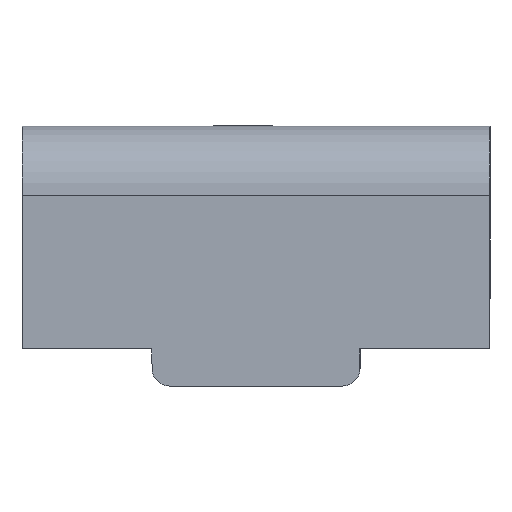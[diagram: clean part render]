
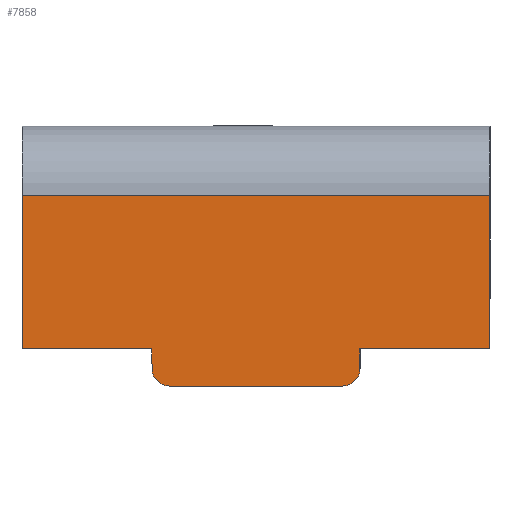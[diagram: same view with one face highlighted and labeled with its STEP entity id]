
A CAD part, left-side view. The second image highlights one B-rep face of the part: STEP entity #7858.
In plain terms, the highlighted planar face has unit normal (-1, 0, 0).
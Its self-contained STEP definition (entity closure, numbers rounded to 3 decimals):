
#5 = DIRECTION ( 'NONE',  ( 0., 0., -1. ) ) ;
#56 = DIRECTION ( 'NONE',  ( 0., 0., -1. ) ) ;
#98 = ORIENTED_EDGE ( 'NONE', *, *, #7608, .T. ) ;
#161 = DIRECTION ( 'NONE',  ( 0., 0., -1. ) ) ;
#178 = FACE_OUTER_BOUND ( 'NONE', #9061, .T. ) ;
#358 = LINE ( 'NONE', #11304, #9827 ) ;
#533 = VERTEX_POINT ( 'NONE', #7654 ) ;
#832 = EDGE_CURVE ( 'NONE', #13193, #6280, #2631, .T. ) ;
#873 = VECTOR ( 'NONE', #11315, 1000. ) ;
#879 = CARTESIAN_POINT ( 'NONE',  ( 0., 1., -3. ) ) ;
#939 = CARTESIAN_POINT ( 'NONE',  ( 0., -2.7, -2.57 ) ) ;
#1202 = CARTESIAN_POINT ( 'NONE',  ( 0., 1.2, -3. ) ) ;
#1519 = CARTESIAN_POINT ( 'NONE',  ( 0., 1., -2.8 ) ) ;
#1535 = CARTESIAN_POINT ( 'NONE',  ( 0., 2.7, -2.57 ) ) ;
#2570 = VERTEX_POINT ( 'NONE', #15912 ) ;
#2631 = LINE ( 'NONE', #1202, #7418 ) ;
#3187 = EDGE_CURVE ( 'NONE', #4662, #3309, #5411, .T. ) ;
#3309 = VERTEX_POINT ( 'NONE', #6125 ) ;
#3379 = ORIENTED_EDGE ( 'NONE', *, *, #3187, .T. ) ;
#4066 = EDGE_CURVE ( 'NONE', #3309, #9286, #7291, .T. ) ;
#4662 = VERTEX_POINT ( 'NONE', #15801 ) ;
#4892 = ORIENTED_EDGE ( 'NONE', *, *, #17420, .T. ) ;
#5411 = LINE ( 'NONE', #6684, #10138 ) ;
#5418 = EDGE_CURVE ( 'NONE', #17432, #8294, #12971, .T. ) ;
#5667 = EDGE_CURVE ( 'NONE', #8294, #2570, #9909, .T. ) ;
#5991 = DIRECTION ( 'NONE',  ( 0., 0., 1. ) ) ;
#6125 = CARTESIAN_POINT ( 'NONE',  ( 0., -1.2, -2.57 ) ) ;
#6255 = AXIS2_PLACEMENT_3D ( 'NONE', #6861, #12296, #56 ) ;
#6261 = VERTEX_POINT ( 'NONE', #11994 ) ;
#6280 = VERTEX_POINT ( 'NONE', #7808 ) ;
#6616 = ORIENTED_EDGE ( 'NONE', *, *, #13875, .F. ) ;
#6684 = CARTESIAN_POINT ( 'NONE',  ( 0., -1.2, -3. ) ) ;
#6730 = LINE ( 'NONE', #15183, #16111 ) ;
#6861 = CARTESIAN_POINT ( 'NONE',  ( 0., -1., -2.8 ) ) ;
#6891 = ORIENTED_EDGE ( 'NONE', *, *, #5418, .T. ) ;
#6972 = DIRECTION ( 'NONE',  ( -1., 0., 0. ) ) ;
#7087 = CARTESIAN_POINT ( 'NONE',  ( 0., 1.2, -3. ) ) ;
#7291 = LINE ( 'NONE', #7374, #16653 ) ;
#7374 = CARTESIAN_POINT ( 'NONE',  ( 0., 2.7, -2.57 ) ) ;
#7418 = VECTOR ( 'NONE', #13153, 1000. ) ;
#7471 = DIRECTION ( 'NONE',  ( 0., -1., 0. ) ) ;
#7608 = EDGE_CURVE ( 'NONE', #2570, #13193, #12967, .T. ) ;
#7654 = CARTESIAN_POINT ( 'NONE',  ( 0., 2.7, -0.8 ) ) ;
#7808 = CARTESIAN_POINT ( 'NONE',  ( 0., -1., -3. ) ) ;
#7858 = ADVANCED_FACE ( 'NONE', ( #178 ), #16456, .F. ) ;
#7935 = EDGE_CURVE ( 'NONE', #17432, #533, #358, .T. ) ;
#7945 = ORIENTED_EDGE ( 'NONE', *, *, #14213, .T. ) ;
#8294 = VERTEX_POINT ( 'NONE', #12587 ) ;
#9061 = EDGE_LOOP ( 'NONE', ( #14642, #4892, #3379, #11050, #7945, #6616, #10162, #6891, #14612, #98 ) ) ;
#9286 = VERTEX_POINT ( 'NONE', #939 ) ;
#9374 = CIRCLE ( 'NONE', #6255, 0.2 ) ;
#9699 = VECTOR ( 'NONE', #16820, 1000. ) ;
#9827 = VECTOR ( 'NONE', #5991, 1000. ) ;
#9909 = LINE ( 'NONE', #7087, #873 ) ;
#10138 = VECTOR ( 'NONE', #10824, 1000. ) ;
#10162 = ORIENTED_EDGE ( 'NONE', *, *, #7935, .F. ) ;
#10824 = DIRECTION ( 'NONE',  ( 0., 0., 1. ) ) ;
#10939 = AXIS2_PLACEMENT_3D ( 'NONE', #1535, #12509, #5 ) ;
#11050 = ORIENTED_EDGE ( 'NONE', *, *, #4066, .T. ) ;
#11256 = CARTESIAN_POINT ( 'NONE',  ( 0., 2.7, -2.57 ) ) ;
#11304 = CARTESIAN_POINT ( 'NONE',  ( 0., 2.7, -2.57 ) ) ;
#11315 = DIRECTION ( 'NONE',  ( 0., 0., -1. ) ) ;
#11820 = VECTOR ( 'NONE', #15329, 1000. ) ;
#11994 = CARTESIAN_POINT ( 'NONE',  ( 0., -2.7, -0.8 ) ) ;
#12296 = DIRECTION ( 'NONE',  ( -1., 0., 0. ) ) ;
#12509 = DIRECTION ( 'NONE',  ( 1., 0., 0. ) ) ;
#12587 = CARTESIAN_POINT ( 'NONE',  ( 0., 1.2, -2.57 ) ) ;
#12967 = CIRCLE ( 'NONE', #13244, 0.2 ) ;
#12971 = LINE ( 'NONE', #11256, #9699 ) ;
#13153 = DIRECTION ( 'NONE',  ( 0., -1., 0. ) ) ;
#13193 = VERTEX_POINT ( 'NONE', #879 ) ;
#13244 = AXIS2_PLACEMENT_3D ( 'NONE', #1519, #6972, #161 ) ;
#13487 = DIRECTION ( 'NONE',  ( 0., -1., 0. ) ) ;
#13875 = EDGE_CURVE ( 'NONE', #533, #6261, #6730, .T. ) ;
#13998 = CARTESIAN_POINT ( 'NONE',  ( 0., -2.7, -2.57 ) ) ;
#14213 = EDGE_CURVE ( 'NONE', #9286, #6261, #16607, .T. ) ;
#14612 = ORIENTED_EDGE ( 'NONE', *, *, #5667, .T. ) ;
#14642 = ORIENTED_EDGE ( 'NONE', *, *, #832, .T. ) ;
#15183 = CARTESIAN_POINT ( 'NONE',  ( 0., 2.7, -0.8 ) ) ;
#15329 = DIRECTION ( 'NONE',  ( 0., 0., 1. ) ) ;
#15801 = CARTESIAN_POINT ( 'NONE',  ( 0., -1.2, -2.8 ) ) ;
#15912 = CARTESIAN_POINT ( 'NONE',  ( 0., 1.2, -2.8 ) ) ;
#16111 = VECTOR ( 'NONE', #13487, 1000. ) ;
#16456 = PLANE ( 'NONE',  #10939 ) ;
#16499 = CARTESIAN_POINT ( 'NONE',  ( 0., 2.7, -2.57 ) ) ;
#16607 = LINE ( 'NONE', #13998, #11820 ) ;
#16653 = VECTOR ( 'NONE', #7471, 1000. ) ;
#16820 = DIRECTION ( 'NONE',  ( 0., -1., 0. ) ) ;
#17420 = EDGE_CURVE ( 'NONE', #6280, #4662, #9374, .T. ) ;
#17432 = VERTEX_POINT ( 'NONE', #16499 ) ;
